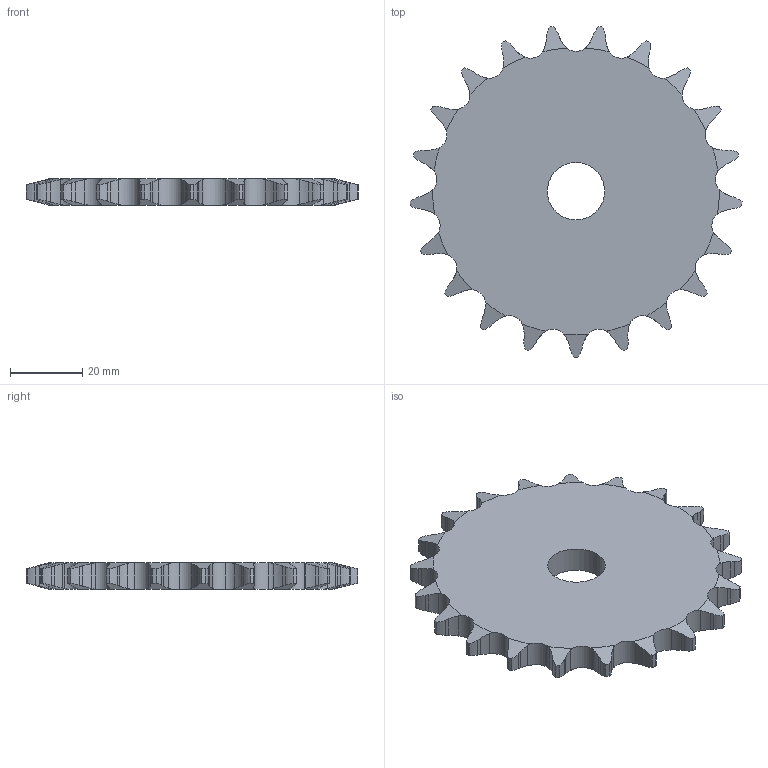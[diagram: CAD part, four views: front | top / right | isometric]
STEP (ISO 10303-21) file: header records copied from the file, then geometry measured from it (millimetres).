
FILE_DESCRIPTION (( 'STEP AP203' ), '1' );
FILE_NAME ('2299K28_Flat Sprocket.STEP', '2021-09-08T23:21:25', ( 'Administrator' ), ( 'Managed by Terraform' ), 'SwSTEP 2.0', 'SolidWorks 2017', '' );
FILE_SCHEMA (( 'CONFIG_CONTROL_DESIGN' ));
Length unit declared in the file: inch
Products named in the file (1): 2299K28_Flat Sprocket
Bounding box: 91.7 x 91.44 x 7.21 mm (x, y, z)
Volume: 36547.6 mm3; surface area: 13325.3 mm2
Topology: 1 solids, 1 shells, 227 faces, 675 edges, 450 vertices
Faces by surface type: cylinder 139, cone 44, plane 44
Entity records: 8186 total; most frequent: CARTESIAN_POINT 2565, ORIENTED_EDGE 1350, DIRECTION 923, EDGE_CURVE 675, VERTEX_POINT 450, AXIS2_PLACEMENT_3D 370, B_SPLINE_CURVE_WITH_KNOTS 350, EDGE_LOOP 229
